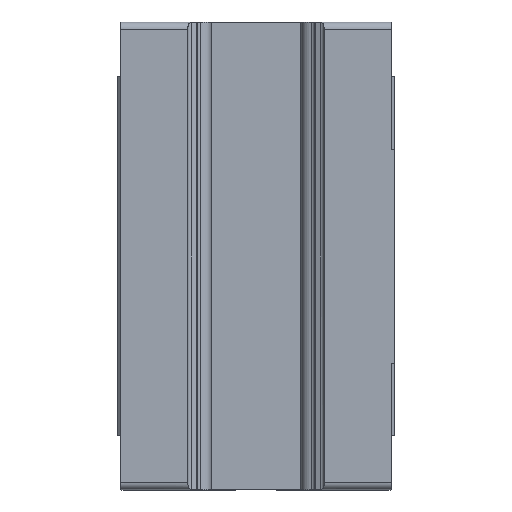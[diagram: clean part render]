
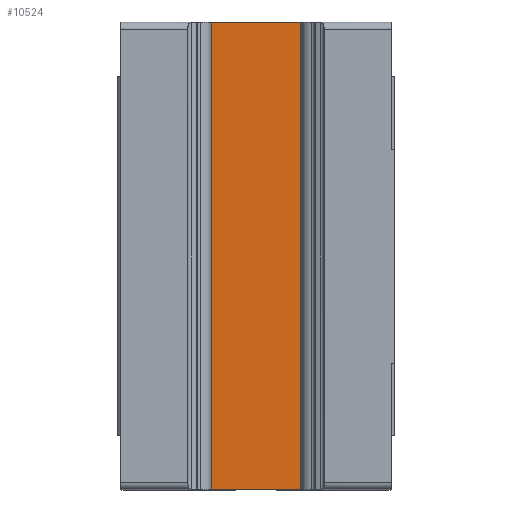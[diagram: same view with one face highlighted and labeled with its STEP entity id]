
A CAD part, front view. The second image highlights one B-rep face of the part: STEP entity #10524.
In plain terms, the highlighted planar face has unit normal (0, -1, 0).
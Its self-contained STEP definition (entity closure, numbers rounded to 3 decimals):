
#320 = CARTESIAN_POINT ( 'NONE',  ( 8.78, 5.8, 71.65 ) ) ;
#380 = CARTESIAN_POINT ( 'NONE',  ( -8.78, 5.8, 71.65 ) ) ;
#393 = CARTESIAN_POINT ( 'NONE',  ( -8.78, 5.8, -9.45 ) ) ;
#527 = CARTESIAN_POINT ( 'NONE',  ( 8.78, 5.8, -9.45 ) ) ;
#1654 = DIRECTION ( 'NONE',  ( 0., 0., -1. ) ) ;
#1668 = CARTESIAN_POINT ( 'NONE',  ( 8.78, 5.8, 71.7 ) ) ;
#1886 = PLANE ( 'NONE',  #11513 ) ;
#1944 = CARTESIAN_POINT ( 'NONE',  ( -8.78, 5.8, 71.7 ) ) ;
#1954 = DIRECTION ( 'NONE',  ( 0., 1., 0. ) ) ;
#1956 = DIRECTION ( 'NONE',  ( 0., 0., 1. ) ) ;
#2233 = DIRECTION ( 'NONE',  ( 0., 0., -1. ) ) ;
#2407 = CARTESIAN_POINT ( 'NONE',  ( -8.78, 5.8, 71.7 ) ) ;
#3181 = EDGE_CURVE ( 'NONE', #14506, #15072, #11973, .T. ) ;
#3497 = EDGE_CURVE ( 'NONE', #14471, #14272, #11869, .T. ) ;
#3976 = EDGE_CURVE ( 'NONE', #14272, #15072, #13249, .T. ) ;
#3978 = EDGE_CURVE ( 'NONE', #14471, #14506, #13247, .T. ) ;
#4687 = CARTESIAN_POINT ( 'NONE',  ( -23.5, 5.8, 71.65 ) ) ;
#4826 = DIRECTION ( 'NONE',  ( 1., 0., 0. ) ) ;
#5244 = DIRECTION ( 'NONE',  ( 1., 0., 0. ) ) ;
#5285 = CARTESIAN_POINT ( 'NONE',  ( -8.78, 5.8, -9.45 ) ) ;
#5442 = EDGE_LOOP ( 'NONE', ( #14697, #14696, #14695, #14694 ) ) ;
#9788 = FACE_OUTER_BOUND ( 'NONE', #5442, .T. ) ;
#10524 = ADVANCED_FACE ( 'NONE', ( #9788 ), #1886, .F. ) ;
#11513 = AXIS2_PLACEMENT_3D ( 'NONE', #1944, #1954, #1956 ) ;
#11867 = VECTOR ( 'NONE', #4826, 1000. ) ;
#11869 = LINE ( 'NONE', #4687, #11867 ) ;
#11973 = LINE ( 'NONE', #5285, #12010 ) ;
#12010 = VECTOR ( 'NONE', #5244, 1000. ) ;
#13246 = VECTOR ( 'NONE', #2233, 1000. ) ;
#13247 = LINE ( 'NONE', #2407, #13246 ) ;
#13248 = VECTOR ( 'NONE', #1654, 1000. ) ;
#13249 = LINE ( 'NONE', #1668, #13248 ) ;
#14272 = VERTEX_POINT ( 'NONE', #320 ) ;
#14471 = VERTEX_POINT ( 'NONE', #380 ) ;
#14506 = VERTEX_POINT ( 'NONE', #393 ) ;
#14694 = ORIENTED_EDGE ( 'NONE', *, *, #3497, .F. ) ;
#14695 = ORIENTED_EDGE ( 'NONE', *, *, #3976, .F. ) ;
#14696 = ORIENTED_EDGE ( 'NONE', *, *, #3181, .T. ) ;
#14697 = ORIENTED_EDGE ( 'NONE', *, *, #3978, .T. ) ;
#15072 = VERTEX_POINT ( 'NONE', #527 ) ;
